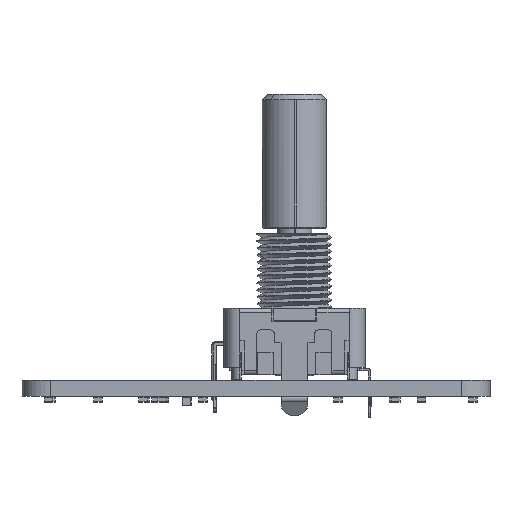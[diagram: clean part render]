
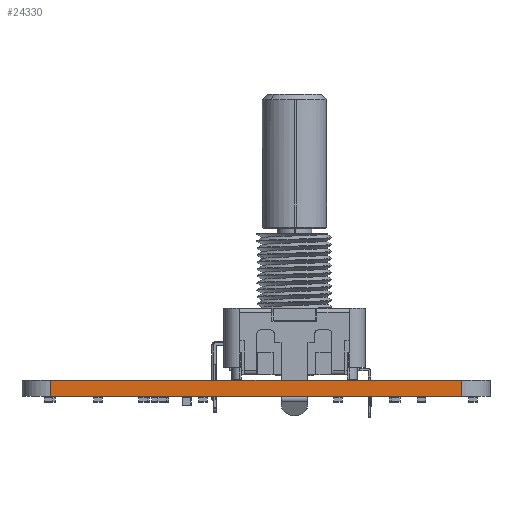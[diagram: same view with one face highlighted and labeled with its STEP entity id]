
A CAD part, left-side view. The second image highlights one B-rep face of the part: STEP entity #24330.
In plain terms, the highlighted planar face has unit normal (-1, 0, 0).
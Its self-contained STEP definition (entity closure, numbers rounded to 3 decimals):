
#23637 = VERTEX_POINT('',#23638);
#23638 = CARTESIAN_POINT('',(117.709,-52.809,0.));
#23645 = EDGE_CURVE('',#23646,#23637,#23648,.T.);
#23646 = VERTEX_POINT('',#23647);
#23647 = CARTESIAN_POINT('',(117.7,-91.1,0.));
#23648 = LINE('',#23649,#23650);
#23649 = CARTESIAN_POINT('',(117.7,-91.1,0.));
#23650 = VECTOR('',#23651,1.);
#23651 = DIRECTION('',(0.,1.,0.));
#23970 = VERTEX_POINT('',#23971);
#23971 = CARTESIAN_POINT('',(117.709,-52.809,1.51));
#23978 = EDGE_CURVE('',#23979,#23970,#23981,.T.);
#23979 = VERTEX_POINT('',#23980);
#23980 = CARTESIAN_POINT('',(117.7,-91.1,1.51));
#23981 = LINE('',#23982,#23983);
#23982 = CARTESIAN_POINT('',(117.7,-91.1,1.51));
#23983 = VECTOR('',#23984,1.);
#23984 = DIRECTION('',(0.,1.,0.));
#24300 = EDGE_CURVE('',#23637,#23970,#24301,.T.);
#24301 = LINE('',#24302,#24303);
#24302 = CARTESIAN_POINT('',(117.709,-52.809,0.));
#24303 = VECTOR('',#24304,1.);
#24304 = DIRECTION('',(0.,0.,1.));
#24330 = ADVANCED_FACE('',(#24331),#24342,.T.);
#24331 = FACE_BOUND('',#24332,.T.);
#24332 = EDGE_LOOP('',(#24333,#24339,#24340,#24341));
#24333 = ORIENTED_EDGE('',*,*,#24334,.T.);
#24334 = EDGE_CURVE('',#23646,#23979,#24335,.T.);
#24335 = LINE('',#24336,#24337);
#24336 = CARTESIAN_POINT('',(117.7,-91.1,0.));
#24337 = VECTOR('',#24338,1.);
#24338 = DIRECTION('',(0.,0.,1.));
#24339 = ORIENTED_EDGE('',*,*,#23978,.T.);
#24340 = ORIENTED_EDGE('',*,*,#24300,.F.);
#24341 = ORIENTED_EDGE('',*,*,#23645,.F.);
#24342 = PLANE('',#24343);
#24343 = AXIS2_PLACEMENT_3D('',#24344,#24345,#24346);
#24344 = CARTESIAN_POINT('',(117.7,-91.1,0.));
#24345 = DIRECTION('',(-1.,0.,0.));
#24346 = DIRECTION('',(0.,1.,0.));
